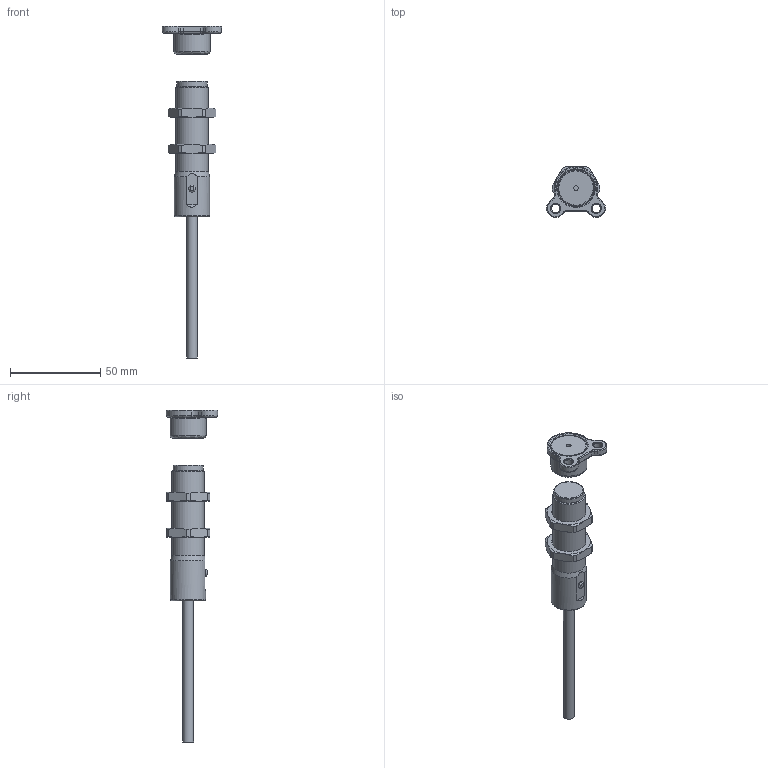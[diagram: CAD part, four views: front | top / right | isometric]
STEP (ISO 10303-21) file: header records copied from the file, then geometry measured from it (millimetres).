
FILE_DESCRIPTION (( 'STEP AP214' ), '1' );
FILE_NAME ('414-BMF.STEP', '2020-03-27T20:10:12', ( '' ), ( '' ), 'SwSTEP 2.0', 'SolidWorks 2019', '' );
FILE_SCHEMA (( 'AUTOMOTIVE_DESIGN' ));
Length unit declared in the file: inch
Products named in the file (1): 414-BMF
Bounding box: 32.65 x 28.32 x 183.7 mm (x, y, z)
Volume: 28544.4 mm3; surface area: 13888.5 mm2
Topology: 6 solids, 7 shells, 174 faces, 395 edges, 245 vertices
Faces by surface type: cylinder 52, plane 43, bspline 40, cone 37, torus 2
Full cylindrical faces by diameter (mm): 2.5 x1, 3.1 x1, 3.8 x1, 4.7 x2, 6 x1, 12 x1, 13 x1, 13.6 x1, 14.2 x2, 15 x1, 15.7 x2, 16.7 x1, 16.8 x1, 17.1 x1, 17.2 x1, 18 x1, 19.5 x1, 20 x2, 20.4 x1
Entity records: 9794 total; most frequent: CARTESIAN_POINT 6503, DIRECTION 615, ORIENTED_EDGE 604, EDGE_CURVE 302, AXIS2_PLACEMENT_3D 278, EDGE_LOOP 258, FACE_OUTER_BOUND 221, VERTEX_POINT 212
